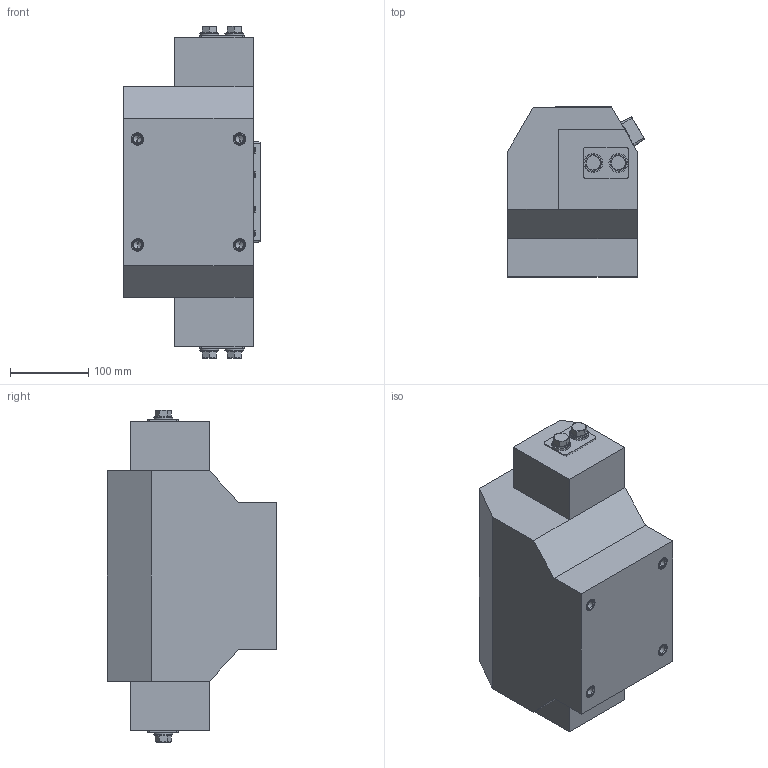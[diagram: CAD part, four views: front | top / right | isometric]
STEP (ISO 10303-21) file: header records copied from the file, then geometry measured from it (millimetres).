
FILE_DESCRIPTION (( 'STEP AP214' ), '1' );
FILE_NAME ('ﾒﾋﾊ-ﾑﾒ-10-ﾒﾏﾋ(1).STEP', '2023-06-06T11:38:40', ( '' ), ( '' ), 'SwSTEP 2.0', 'SolidWorks 2014', '' );
FILE_SCHEMA (( 'AUTOMOTIVE_DESIGN' ));
Length unit declared in the file: millimetre
Products named in the file (54): curved spring lock washer_din_Spring washer DIN 128 - A12; plain washer hardened grade a_din; hex screw gradec_din; ÂÅÈÓ.754312.182À Òàáëè÷êà òåõíè÷åñêèõ äàííûõ ÒËÊ-ÑÒ__-00; plain washer hardened grade a_din_Washer DIN 125 - A 4.3 - 300HV; curved spring lock washer_din; slotted pan head screw_din_ISO 1580 - M4 x 8 --- 8N; ÂÅÈÓ.323293.015 Êðûøêà çàùèòíàÿ; plain washer hardened grade a_din_Washer DIN 125 - A 6.4 - 300HV; ÂÅÈÓ.758472.007 Ãàéêà; hex screw gradec_din_ISO 4018 - M6 x 12-NN; curved spring lock washer_din_Spring washer DIN 128 - A6; ÂÅÈÓ.754312.182À Òàáëè÷êà òåõíè÷åñêèõ äàííûõ ÒËÊ-ÑÒ_; íàêîíå÷êèê-òëì; 屡扔.758472.007 绵殛郷-01; slotted pan head screw_din; ÂÅÈÓ.758472.006 Ãàéêà ñïåöèàëüíàÿ; ÂÅÈÓ.758472.006 Ãàéêà ñïåöèàëüíàÿ_-01; Êîìïàóíä^ÂÅÈÓ.671225.507 Ñáîðêà òðàíñôîðìàòîðà ñ çàëèâêîé_2 ®¡¬®âª¨; Êîìïàóíä^ÂÅÈÓ.671225.507 Ñáîðêà òðàíñôîðìàòîðà ñ çàëèâêîé; ﾒﾋﾊ-ﾑﾒ-10-ﾒﾏﾋ(1); plain washer hardened grade a_din_Washer DIN 125 - A 13 - 300HV; hex screw gradec_din_ISO 4018 - M12 x 25-NN
Assembly tree (39 placements, depth 2):
  plain washer hardened grade a_din
  hex screw gradec_din
  hex screw gradec_din
  hex screw gradec_din
  curved spring lock washer_din
Bounding box: 174.16 x 216.6 x 423.1 mm (x, y, z)
Volume: 9559231.4 mm3; surface area: 386035.3 mm2
Topology: 39 solids, 39 shells, 3661 faces, 9579 edges, 6294 vertices
Faces by surface type: plane 2125, bspline 1070, cylinder 242, cone 198, torus 26
Entity records: 178792 total; most frequent: CARTESIAN_POINT 74968, ORIENTED_EDGE 17258, DIRECTION 11179, EDGE_CURVE 8629, VECTOR 6117, LINE 6117, VERTEX_POINT 5734, EDGE_LOOP 3573
